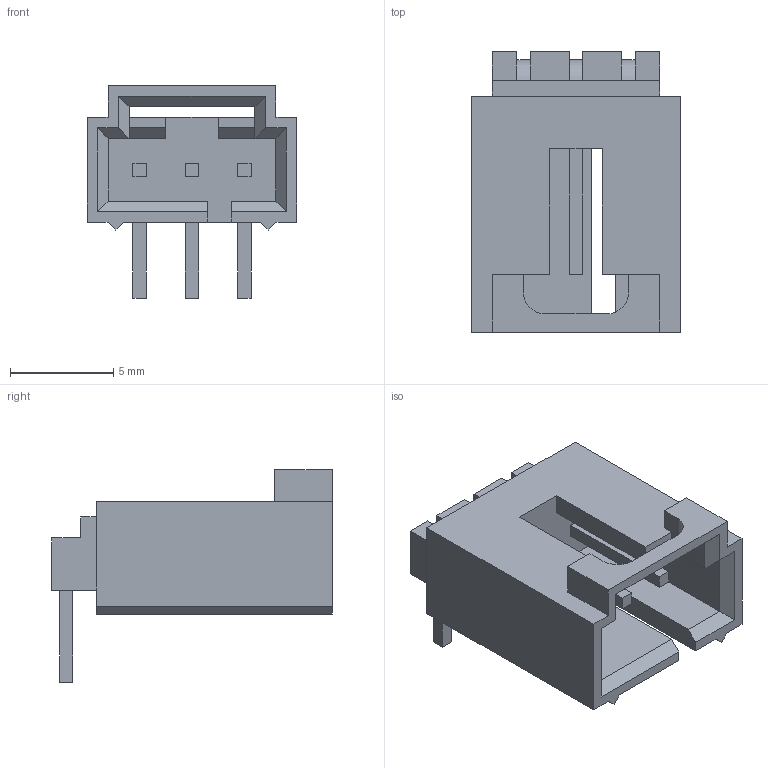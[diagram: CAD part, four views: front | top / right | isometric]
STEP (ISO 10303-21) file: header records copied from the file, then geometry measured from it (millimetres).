
FILE_DESCRIPTION( ( '' ), ' ' );
FILE_NAME( '5b44d1688455250d9b2f3800.step', '2018-07-10T15:31:52', ( '' ), ( '' ), ' ', ' ', ' ' );
FILE_SCHEMA( ( 'AUTOMOTIVE_DESIGN { 1 0 10303 214 1 1 1 1 }' ) );
Length unit declared in the file: metre
Products named in the file (1): Open CASCADE STEP translator 6.8 1
Bounding box: 10.16 x 13.59 x 10.29 mm (x, y, z)
Volume: 401.8 mm3; surface area: 793.1 mm2
Topology: 1 solids, 1 shells, 113 faces, 305 edges, 196 vertices
Faces by surface type: plane 105, cylinder 8
Entity records: 5908 total; most frequent: CARTESIAN_POINT 615, ORIENTED_EDGE 610, DIRECTION 549, STYLED_ITEM 418, PRESENTATION_STYLE_ASSIGNMENT 418, COLOUR_RGB 418, EDGE_CURVE 305, CURVE_STYLE 305
